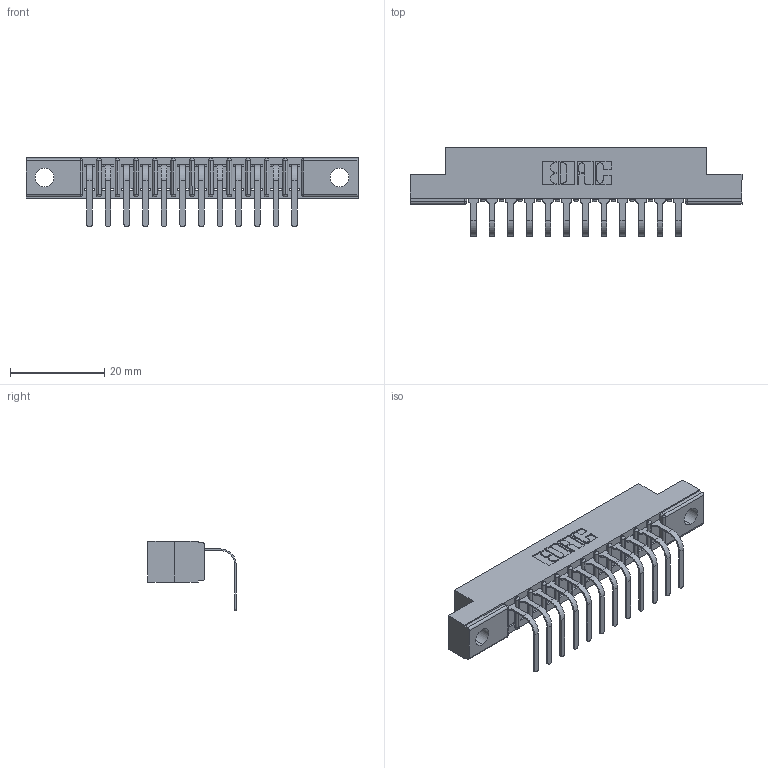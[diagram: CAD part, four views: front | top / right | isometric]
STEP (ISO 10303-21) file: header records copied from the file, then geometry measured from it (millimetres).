
FILE_DESCRIPTION (( 'STEP AP203' ), '1' );
FILE_NAME ('357-012-558-104.STEP', '2022-07-13T22:09:21', ( '' ), ( '' ), 'SwSTEP 2.0', 'SolidWorks 2020', '' );
FILE_SCHEMA (( 'CONFIG_CONTROL_DESIGN' ));
Length unit declared in the file: inch
Products named in the file (3): 357-012-558-104; 307 Part_.156 Dia Mounting Holes; 307-290-001_558 - 2 (Single)
Assembly tree (13 placements, depth 2):
  357-012-558-104
    307 Part_.156 Dia Mounting Holes
    307-290-001_558 - 2 (Single)  x12
Bounding box: 70.56 x 18.78 x 14.81 mm (x, y, z)
Volume: 4423.3 mm3; surface area: 6651 mm2
Topology: 13 solids, 13 shells, 865 faces, 2447 edges, 1578 vertices
Faces by surface type: plane 552, cylinder 287, sphere 26
Entity records: 14508 total; most frequent: CARTESIAN_POINT 2438, ORIENTED_EDGE 2422, DIRECTION 2381, EDGE_CURVE 1211, VECTOR 923, LINE 923, VERTEX_POINT 786, AXIS2_PLACEMENT_3D 729
